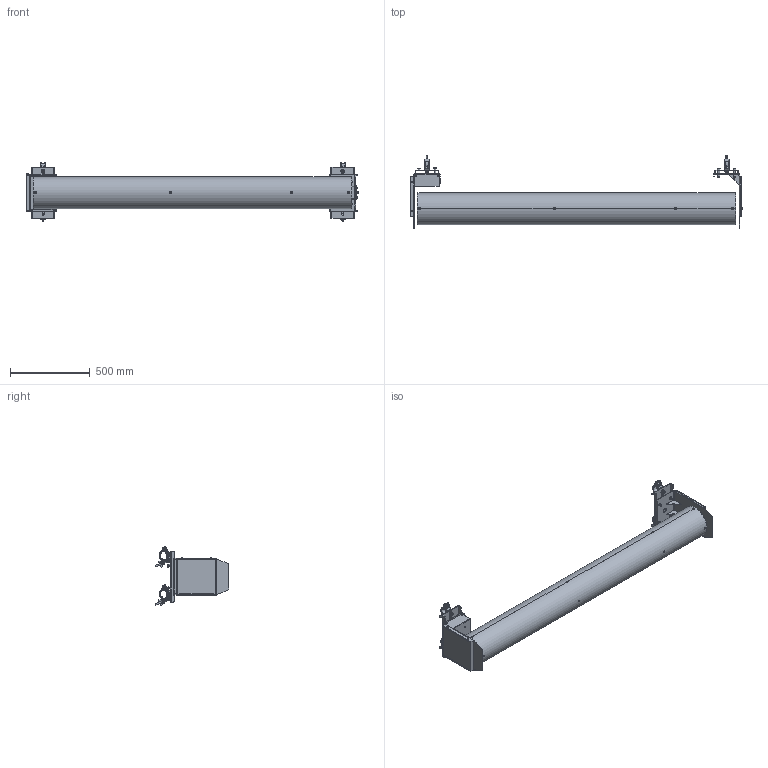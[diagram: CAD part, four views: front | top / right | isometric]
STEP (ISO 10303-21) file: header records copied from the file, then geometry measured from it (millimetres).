
FILE_DESCRIPTION (( 'STEP AP214' ), '1' );
FILE_NAME ('249.001.001_Rolldown 2m.STEP', '2019-04-11T11:30:28', ( '' ), ( '' ), 'SwSTEP 2.0', 'SolidWorks 2018', '' );
FILE_SCHEMA (( 'AUTOMOTIVE_DESIGN' ));
Length unit declared in the file: millimetre
Products named in the file (1): 249.001.001_Rolldown 2m
Bounding box: 2086.6 x 461.1 x 374.2 mm (x, y, z)
Surface area: 3645411.6 mm2 (no closed solid volume)
Topology: 0 solids, 195 shells, 1057 faces, 4427 edges, 3440 vertices
Faces by surface type: plane 459, cylinder 339, bspline 107, cone 95, torus 47, sphere 10
Entity records: 71604 total; most frequent: CARTESIAN_POINT 25404, DIRECTION 6770, ORIENTED_EDGE 6182, EDGE_CURVE 4373, VERTEX_POINT 3440, AXIS2_PLACEMENT_3D 2378, LINE 2014, VECTOR 2014
